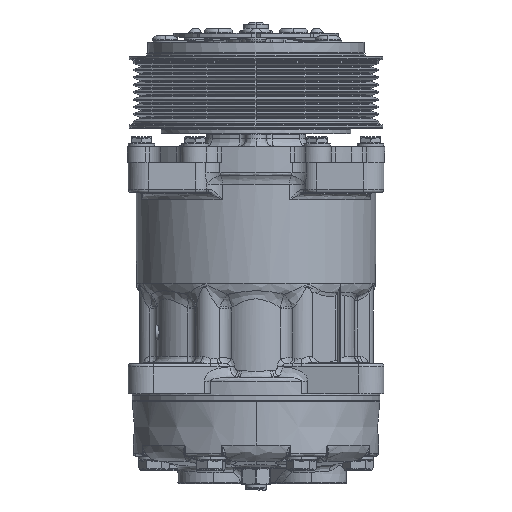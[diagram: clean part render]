
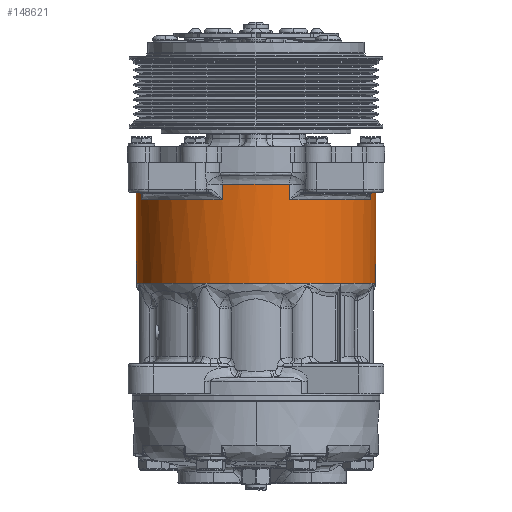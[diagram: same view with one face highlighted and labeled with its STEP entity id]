
A CAD part, front view. The second image highlights one B-rep face of the part: STEP entity #148621.
In plain terms, the highlighted cylindrical face has radius 58 mm (diameter 116 mm), a partial arc.
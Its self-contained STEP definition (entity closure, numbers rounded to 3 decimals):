
#46995 = CARTESIAN_POINT ( 'NONE',  ( 40.994, -43.556, -2.498 ) ) ;
#46997 = DIRECTION ( 'NONE',  ( 1., 0., 0. ) ) ;
#46999 = DIRECTION ( 'NONE',  ( 0., 0., 1. ) ) ;
#47001 = CARTESIAN_POINT ( 'NONE',  ( -0.018, -2.544, -2.498 ) ) ;
#47003 = AXIS2_PLACEMENT_3D ( 'NONE', #47001, #46999, #46997 ) ;
#47004 = CIRCLE ( 'NONE', #47003, 58. ) ;
#47008 = CARTESIAN_POINT ( 'NONE',  ( 57.982, -2.544, -2.498 ) ) ;
#48817 = CARTESIAN_POINT ( 'NONE',  ( -58.018, -2.544, -2.498 ) ) ;
#96595 = CARTESIAN_POINT ( 'NONE',  ( -0.018, -2.544, -2.498 ) ) ;
#96804 = DIRECTION ( 'NONE',  ( 1., 0., 0. ) ) ;
#96807 = DIRECTION ( 'NONE',  ( 0., 0., 1. ) ) ;
#96809 = AXIS2_PLACEMENT_3D ( 'NONE', #96595, #96807, #96804 ) ;
#96811 = CIRCLE ( 'NONE', #96809, 58. ) ;
#108846 = CARTESIAN_POINT ( 'NONE',  ( -0.018, -2.544, 57.002 ) ) ;
#108992 = DIRECTION ( 'NONE',  ( 1., 0., 0. ) ) ;
#108995 = DIRECTION ( 'NONE',  ( 0., 0., 1. ) ) ;
#108997 = AXIS2_PLACEMENT_3D ( 'NONE', #108846, #108995, #108992 ) ;
#108999 = CYLINDRICAL_SURFACE ( 'NONE', #108997, 58. ) ;
#109027 = FACE_OUTER_BOUND ( 'NONE', #148622, .T. ) ;
#109145 = CARTESIAN_POINT ( 'NONE',  ( -55.668, -18.889, 45.424 ) ) ;
#109152 = CARTESIAN_POINT ( 'NONE',  ( -16.363, -58.194, 45.424 ) ) ;
#109156 = DIRECTION ( 'NONE',  ( 1., 0., 0. ) ) ;
#109158 = DIRECTION ( 'NONE',  ( 0., 0., -1. ) ) ;
#109161 = CARTESIAN_POINT ( 'NONE',  ( -0.018, -2.544, 45.424 ) ) ;
#109162 = AXIS2_PLACEMENT_3D ( 'NONE', #109161, #109158, #109156 ) ;
#109165 = CIRCLE ( 'NONE', #109162, 58. ) ;
#109178 = CARTESIAN_POINT ( 'NONE',  ( 16.327, -58.194, 45.424 ) ) ;
#109183 = DIRECTION ( 'NONE',  ( 0., 0., 1. ) ) ;
#109185 = VECTOR ( 'NONE', #109183, 1000. ) ;
#109188 = CARTESIAN_POINT ( 'NONE',  ( 16.327, -58.194, 57.002 ) ) ;
#109192 = LINE ( 'NONE', #109188, #109185 ) ;
#109296 = CARTESIAN_POINT ( 'NONE',  ( -16.363, -58.194, 38.002 ) ) ;
#109301 = DIRECTION ( 'NONE',  ( 0., 0., -1. ) ) ;
#109303 = VECTOR ( 'NONE', #109301, 1000. ) ;
#109348 = CARTESIAN_POINT ( 'NONE',  ( -58.018, -2.544, 45.424 ) ) ;
#109350 = DIRECTION ( 'NONE',  ( 1., 0., 0. ) ) ;
#109352 = DIRECTION ( 'NONE',  ( 0., 0., -1. ) ) ;
#109355 = CARTESIAN_POINT ( 'NONE',  ( -0.018, -2.544, 45.424 ) ) ;
#109395 = AXIS2_PLACEMENT_3D ( 'NONE', #109355, #109352, #109350 ) ;
#109398 = CIRCLE ( 'NONE', #109395, 58. ) ;
#109432 = DIRECTION ( 'NONE',  ( 0., 0., -1. ) ) ;
#109435 = VECTOR ( 'NONE', #109432, 1000. ) ;
#109439 = CARTESIAN_POINT ( 'NONE',  ( -58.018, -2.544, 57.002 ) ) ;
#109442 = LINE ( 'NONE', #109439, #109435 ) ;
#109523 = CARTESIAN_POINT ( 'NONE',  ( -16.363, -58.194, 57.002 ) ) ;
#109526 = LINE ( 'NONE', #109523, #109303 ) ;
#109863 = DIRECTION ( 'NONE',  ( 0., 0., 1. ) ) ;
#109865 = VECTOR ( 'NONE', #109863, 1000. ) ;
#109868 = CARTESIAN_POINT ( 'NONE',  ( -55.668, -18.889, 57.002 ) ) ;
#109870 = LINE ( 'NONE', #109868, #109865 ) ;
#109881 = CARTESIAN_POINT ( 'NONE',  ( -55.668, -18.889, 38.002 ) ) ;
#109884 = DIRECTION ( 'NONE',  ( 1., 0., 0. ) ) ;
#109886 = DIRECTION ( 'NONE',  ( 0., 0., -1. ) ) ;
#109887 = CARTESIAN_POINT ( 'NONE',  ( -0.018, -2.544, 38.002 ) ) ;
#109889 = AXIS2_PLACEMENT_3D ( 'NONE', #109887, #109886, #109884 ) ;
#109890 = CIRCLE ( 'NONE', #109889, 58. ) ;
#109952 = AXIS2_PLACEMENT_3D ( 'NONE', #110180, #110178, #110175 ) ;
#109954 = CIRCLE ( 'NONE', #109952, 58. ) ;
#109967 = CARTESIAN_POINT ( 'NONE',  ( 57.982, -2.544, 45.424 ) ) ;
#109971 = DIRECTION ( 'NONE',  ( 0., 0., 1. ) ) ;
#109974 = VECTOR ( 'NONE', #109971, 1000. ) ;
#109978 = CARTESIAN_POINT ( 'NONE',  ( 57.982, -2.544, 57.002 ) ) ;
#109981 = LINE ( 'NONE', #109978, #109974 ) ;
#110006 = CARTESIAN_POINT ( 'NONE',  ( 55.631, -18.889, 38.002 ) ) ;
#110008 = CARTESIAN_POINT ( 'NONE',  ( 55.631, -18.889, 45.424 ) ) ;
#110011 = DIRECTION ( 'NONE',  ( 0., 0., -1. ) ) ;
#110012 = VECTOR ( 'NONE', #110011, 1000. ) ;
#110016 = CARTESIAN_POINT ( 'NONE',  ( 55.631, -18.889, 57.002 ) ) ;
#110019 = LINE ( 'NONE', #110016, #110012 ) ;
#110036 = CARTESIAN_POINT ( 'NONE',  ( 16.327, -58.194, 38.002 ) ) ;
#110039 = DIRECTION ( 'NONE',  ( 1., 0., 0. ) ) ;
#110043 = DIRECTION ( 'NONE',  ( 0., 0., -1. ) ) ;
#110046 = CARTESIAN_POINT ( 'NONE',  ( -0.018, -2.544, 38.002 ) ) ;
#110048 = AXIS2_PLACEMENT_3D ( 'NONE', #110046, #110043, #110039 ) ;
#110051 = CIRCLE ( 'NONE', #110048, 58. ) ;
#110175 = DIRECTION ( 'NONE',  ( 1., 0., 0. ) ) ;
#110178 = DIRECTION ( 'NONE',  ( 0., 0., -1. ) ) ;
#110180 = CARTESIAN_POINT ( 'NONE',  ( -0.018, -2.544, 45.424 ) ) ;
#140721 = VERTEX_POINT ( 'NONE', #47008 ) ;
#140723 = EDGE_CURVE ( 'NONE', #140724, #140721, #47004, .T. ) ;
#140724 = VERTEX_POINT ( 'NONE', #46995 ) ;
#140823 = VERTEX_POINT ( 'NONE', #48817 ) ;
#148118 = EDGE_CURVE ( 'NONE', #140823, #140724, #96811, .T. ) ;
#148621 = ADVANCED_FACE ( 'NONE', ( #109027 ), #108999, .T. ) ;
#148622 = EDGE_LOOP ( 'NONE', ( #148623, #148688, #148691, #148638, #148668, #148671, #148680, #148647, #148650, #148673, #148674, #148701, #148704 ) ) ;
#148623 = ORIENTED_EDGE ( 'NONE', *, *, #148697, .T. ) ;
#148636 = EDGE_CURVE ( 'NONE', #148690, #148637, #109192, .T. ) ;
#148637 = VERTEX_POINT ( 'NONE', #109178 ) ;
#148638 = ORIENTED_EDGE ( 'NONE', *, *, #148639, .T. ) ;
#148639 = EDGE_CURVE ( 'NONE', #148637, #148640, #109165, .T. ) ;
#148640 = VERTEX_POINT ( 'NONE', #109152 ) ;
#148646 = VERTEX_POINT ( 'NONE', #109145 ) ;
#148647 = ORIENTED_EDGE ( 'NONE', *, *, #148648, .T. ) ;
#148648 = EDGE_CURVE ( 'NONE', #148646, #148649, #109398, .T. ) ;
#148649 = VERTEX_POINT ( 'NONE', #109348 ) ;
#148650 = ORIENTED_EDGE ( 'NONE', *, *, #148672, .T. ) ;
#148668 = ORIENTED_EDGE ( 'NONE', *, *, #148669, .T. ) ;
#148669 = EDGE_CURVE ( 'NONE', #148640, #148670, #109526, .T. ) ;
#148670 = VERTEX_POINT ( 'NONE', #109296 ) ;
#148671 = ORIENTED_EDGE ( 'NONE', *, *, #148678, .T. ) ;
#148672 = EDGE_CURVE ( 'NONE', #148649, #140823, #109442, .T. ) ;
#148673 = ORIENTED_EDGE ( 'NONE', *, *, #148118, .T. ) ;
#148674 = ORIENTED_EDGE ( 'NONE', *, *, #140723, .T. ) ;
#148678 = EDGE_CURVE ( 'NONE', #148670, #148679, #109890, .T. ) ;
#148679 = VERTEX_POINT ( 'NONE', #109881 ) ;
#148680 = ORIENTED_EDGE ( 'NONE', *, *, #148681, .T. ) ;
#148681 = EDGE_CURVE ( 'NONE', #148679, #148646, #109870, .T. ) ;
#148688 = ORIENTED_EDGE ( 'NONE', *, *, #148689, .T. ) ;
#148689 = EDGE_CURVE ( 'NONE', #148699, #148690, #110051, .T. ) ;
#148690 = VERTEX_POINT ( 'NONE', #110036 ) ;
#148691 = ORIENTED_EDGE ( 'NONE', *, *, #148636, .T. ) ;
#148697 = EDGE_CURVE ( 'NONE', #148698, #148699, #110019, .T. ) ;
#148698 = VERTEX_POINT ( 'NONE', #110008 ) ;
#148699 = VERTEX_POINT ( 'NONE', #110006 ) ;
#148701 = ORIENTED_EDGE ( 'NONE', *, *, #148702, .T. ) ;
#148702 = EDGE_CURVE ( 'NONE', #140721, #148703, #109981, .T. ) ;
#148703 = VERTEX_POINT ( 'NONE', #109967 ) ;
#148704 = ORIENTED_EDGE ( 'NONE', *, *, #148705, .T. ) ;
#148705 = EDGE_CURVE ( 'NONE', #148703, #148698, #109954, .T. ) ;
